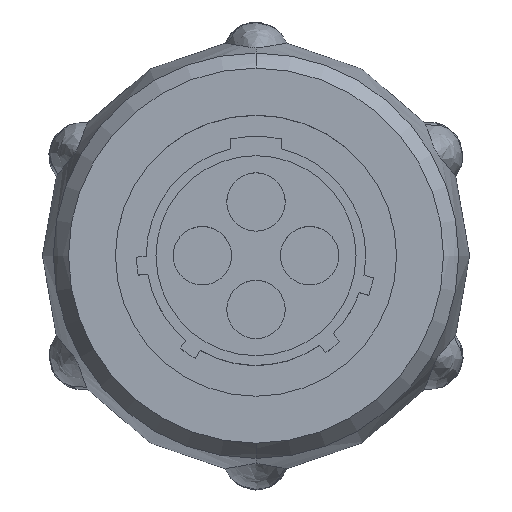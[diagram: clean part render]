
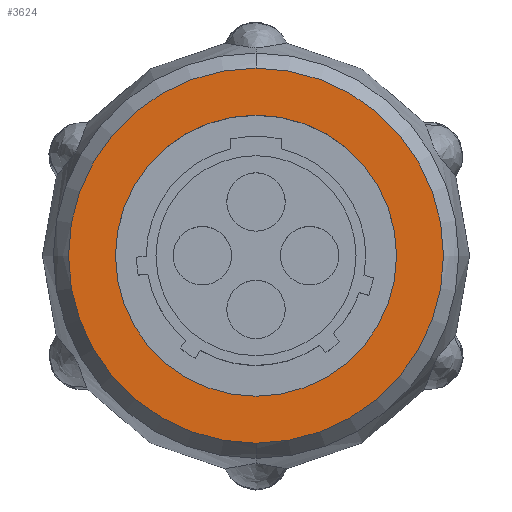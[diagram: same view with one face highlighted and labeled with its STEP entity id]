
A CAD part, top view. The second image highlights one B-rep face of the part: STEP entity #3624.
In plain terms, the highlighted planar face has unit normal (0, 0, 1).
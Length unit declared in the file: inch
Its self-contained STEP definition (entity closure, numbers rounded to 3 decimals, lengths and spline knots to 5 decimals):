
#1353=CARTESIAN_POINT('',(0.,0.,0.78346));
#1354=DIRECTION('',(0.,0.,1.));
#1355=DIRECTION('',(0.,1.,0.));
#1356=AXIS2_PLACEMENT_3D('',#1353,#1354,#1355);
#1358=CARTESIAN_POINT('',(0.,0.,0.78346));
#1359=DIRECTION('',(0.,0.,-1.));
#1360=DIRECTION('',(0.,1.,0.));
#1361=AXIS2_PLACEMENT_3D('',#1358,#1359,#1360);
#1363=CARTESIAN_POINT('',(0.,0.,0.78346));
#1364=DIRECTION('',(0.,0.,-1.));
#1365=DIRECTION('',(0.,1.,0.));
#1366=AXIS2_PLACEMENT_3D('',#1363,#1364,#1365);
#1376=CARTESIAN_POINT('',(0.,0.,0.78346));
#1377=DIRECTION('',(0.,0.,1.));
#1378=DIRECTION('',(0.,1.,0.));
#1379=AXIS2_PLACEMENT_3D('',#1376,#1377,#1378);
#2660=CARTESIAN_POINT('',(0.,0.41229,0.78346));
#2662=VERTEX_POINT('',#2660);
#2663=CARTESIAN_POINT('',(0.,0.30906,0.78346));
#2665=VERTEX_POINT('',#2663);
#2676=CARTESIAN_POINT('',(0.,-0.41229,0.78346));
#2678=VERTEX_POINT('',#2676);
#2679=CARTESIAN_POINT('',(0.,-0.30906,0.78346));
#2681=VERTEX_POINT('',#2679);
#3609=CARTESIAN_POINT('',(0.,0.,0.78346));
#3610=DIRECTION('',(0.,0.,-1.));
#3611=DIRECTION('',(0.,-1.,0.));
#3612=AXIS2_PLACEMENT_3D('',#3609,#3610,#3611);
#3613=PLANE('',#3612);
#3614=ORIENTED_EDGE('',*,*,#3602,.F.);
#3615=ORIENTED_EDGE('',*,*,#3567,.T.);
#3616=EDGE_LOOP('',(#3614,#3615));
#3617=FACE_OUTER_BOUND('',#3616,.F.);
#3619=ORIENTED_EDGE('',*,*,#3618,.F.);
#3621=ORIENTED_EDGE('',*,*,#3620,.T.);
#3622=EDGE_LOOP('',(#3619,#3621));
#3623=FACE_BOUND('',#3622,.F.);
#3624=ADVANCED_FACE('',(#3617,#3623),#3613,.F.);
#1357=CIRCLE('',#1356,0.41229);
#1362=CIRCLE('',#1361,0.41229);
#1367=CIRCLE('',#1366,0.30906);
#1380=CIRCLE('',#1379,0.30906);
#3567=EDGE_CURVE('',#2662,#2678,#1362,.T.);
#3602=EDGE_CURVE('',#2662,#2678,#1357,.T.);
#3618=EDGE_CURVE('',#2665,#2681,#1367,.T.);
#3620=EDGE_CURVE('',#2665,#2681,#1380,.T.);
